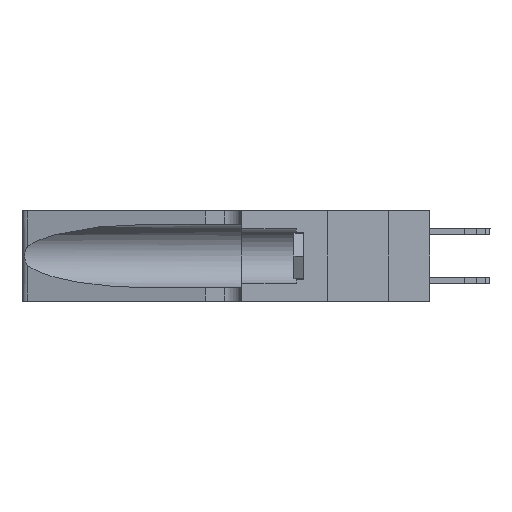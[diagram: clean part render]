
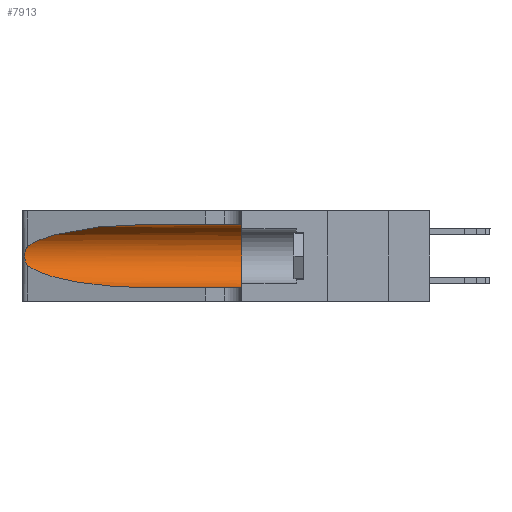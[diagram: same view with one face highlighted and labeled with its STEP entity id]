
A CAD part, left-side view. The second image highlights one B-rep face of the part: STEP entity #7913.
In plain terms, the highlighted cylindrical face has radius 3.308 mm (diameter 6.617 mm), a partial arc.
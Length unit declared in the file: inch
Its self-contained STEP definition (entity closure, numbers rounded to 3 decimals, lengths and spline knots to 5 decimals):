
#95 = B_SPLINE_CURVE_WITH_KNOTS ( 'NONE', 3,
 ( #2025, #16483, #11798, #16687, #13474, #5384, #18301, #19913, #10225, #16750, #7022, #18374, #10301, #18711 ),
 .UNSPECIFIED., .F., .F.,
 ( 4, 2, 2, 2, 2, 2, 4 ),
 ( 0., 0.00027, 0.00053, 0.00107, 0.0016, 0.00187, 0.00214 ),
 .UNSPECIFIED. ) ;
#169 = DIRECTION ( 'NONE',  ( 0., -1., 0. ) ) ;
#2025 = CARTESIAN_POINT ( 'NONE',  ( 0.25487, 1.22718, 0.22369 ) ) ;
#2100 = EDGE_CURVE ( 'NONE', #16610, #9802, #20158, .T. ) ;
#2304 = EDGE_CURVE ( 'NONE', #16610, #6172, #3534, .T. ) ;
#3230 = CARTESIAN_POINT ( 'NONE',  ( 0.1305, 1.61858, 0.05475 ) ) ;
#3246 = ORIENTED_EDGE ( 'NONE', *, *, #5634, .F. ) ;
#3534 =( BOUNDED_CURVE ( )  B_SPLINE_CURVE ( 3, ( #13352, #18245, #11932, #16698 ),
 .UNSPECIFIED., .F., .F. ) 
 B_SPLINE_CURVE_WITH_KNOTS ( ( 4, 4 ),
 ( 1.5708, 2.84003 ),
 .UNSPECIFIED. ) 
 CURVE ( )  GEOMETRIC_REPRESENTATION_ITEM ( )  RATIONAL_B_SPLINE_CURVE ( ( 1., 0.87, 0.87, 1. ) ) 
 REPRESENTATION_ITEM ( '' )  );
#3769 =( BOUNDED_CURVE ( )  B_SPLINE_CURVE ( 3, ( #3770, #15162, #12014, #13644 ),
 .UNSPECIFIED., .F., .F. ) 
 B_SPLINE_CURVE_WITH_KNOTS ( ( 4, 4 ),
 ( 3.44316, 4.71239 ),
 .UNSPECIFIED. ) 
 CURVE ( )  GEOMETRIC_REPRESENTATION_ITEM ( )  RATIONAL_B_SPLINE_CURVE ( ( 1., 0.87, 0.87, 1. ) ) 
 REPRESENTATION_ITEM ( '' )  );
#3770 = CARTESIAN_POINT ( 'NONE',  ( 0.25487, 1.22718, 0.14631 ) ) ;
#4469 = CARTESIAN_POINT ( 'NONE',  ( 0.1305, 1.61858, 0.31525 ) ) ;
#4666 = DIRECTION ( 'NONE',  ( 0., -1., 0. ) ) ;
#4968 = VECTOR ( 'NONE', #9240, 39.37008 ) ;
#5384 = CARTESIAN_POINT ( 'NONE',  ( 0.26018, 1.23835, 0.19895 ) ) ;
#5634 = EDGE_CURVE ( 'NONE', #9802, #15125, #16274, .T. ) ;
#5997 = AXIS2_PLACEMENT_3D ( 'NONE', #17524, #4666, #14359 ) ;
#6038 = CARTESIAN_POINT ( 'NONE',  ( 0.25487, 1.22718, 0.22369 ) ) ;
#6172 = VERTEX_POINT ( 'NONE', #6038 ) ;
#6769 = CARTESIAN_POINT ( 'NONE',  ( 0.25487, 1.22718, 0.14631 ) ) ;
#7022 = CARTESIAN_POINT ( 'NONE',  ( 0.25789, 1.23486, 0.15765 ) ) ;
#7913 = ADVANCED_FACE ( 'NONE', ( #19430 ), #18921, .F. ) ;
#8944 = DIRECTION ( 'NONE',  ( 0., 0., 1. ) ) ;
#9240 = DIRECTION ( 'NONE',  ( 0., -1., 0. ) ) ;
#9802 = VERTEX_POINT ( 'NONE', #20560 ) ;
#10225 = CARTESIAN_POINT ( 'NONE',  ( 0.26017, 1.23833, 0.17102 ) ) ;
#10301 = CARTESIAN_POINT ( 'NONE',  ( 0.25555, 1.22993, 0.14849 ) ) ;
#10714 = DIRECTION ( 'NONE',  ( 0., 1., 0. ) ) ;
#11342 = CARTESIAN_POINT ( 'NONE',  ( 0.1305, 0.35, 0.05475 ) ) ;
#11356 = ORIENTED_EDGE ( 'NONE', *, *, #14787, .T. ) ;
#11699 = LINE ( 'NONE', #3230, #20566 ) ;
#11798 = CARTESIAN_POINT ( 'NONE',  ( 0.25639, 1.23184, 0.21858 ) ) ;
#11833 = ORIENTED_EDGE ( 'NONE', *, *, #2304, .T. ) ;
#11932 = CARTESIAN_POINT ( 'NONE',  ( 0.2373, 1.15595, 0.28018 ) ) ;
#12014 = CARTESIAN_POINT ( 'NONE',  ( 0.18966, 0.96281, 0.05475 ) ) ;
#12360 = CARTESIAN_POINT ( 'NONE',  ( 0.1305, 0.35, 0.185 ) ) ;
#13176 = AXIS2_PLACEMENT_3D ( 'NONE', #12360, #10714, #8944 ) ;
#13352 = CARTESIAN_POINT ( 'NONE',  ( 0.1305, 0.72297, 0.31525 ) ) ;
#13474 = CARTESIAN_POINT ( 'NONE',  ( 0.25854, 1.2359, 0.20912 ) ) ;
#13644 = CARTESIAN_POINT ( 'NONE',  ( 0.1305, 0.72297, 0.05475 ) ) ;
#13670 = ORIENTED_EDGE ( 'NONE', *, *, #16192, .T. ) ;
#14307 = VERTEX_POINT ( 'NONE', #6769 ) ;
#14359 = DIRECTION ( 'NONE',  ( 0., 0., -1. ) ) ;
#14658 = ORIENTED_EDGE ( 'NONE', *, *, #19078, .T. ) ;
#14787 = EDGE_CURVE ( 'NONE', #14307, #14996, #3769, .T. ) ;
#14996 = VERTEX_POINT ( 'NONE', #18399 ) ;
#15125 = VERTEX_POINT ( 'NONE', #11342 ) ;
#15162 = CARTESIAN_POINT ( 'NONE',  ( 0.2373, 1.15595, 0.08982 ) ) ;
#15591 = EDGE_LOOP ( 'NONE', ( #11833, #13670, #11356, #14658, #3246, #17751 ) ) ;
#16192 = EDGE_CURVE ( 'NONE', #6172, #14307, #95, .T. ) ;
#16274 = CIRCLE ( 'NONE', #13176, 0.13025 ) ;
#16483 = CARTESIAN_POINT ( 'NONE',  ( 0.25555, 1.22994, 0.2215 ) ) ;
#16610 = VERTEX_POINT ( 'NONE', #18068 ) ;
#16687 = CARTESIAN_POINT ( 'NONE',  ( 0.25787, 1.23484, 0.2124 ) ) ;
#16698 = CARTESIAN_POINT ( 'NONE',  ( 0.25487, 1.22718, 0.22369 ) ) ;
#16750 = CARTESIAN_POINT ( 'NONE',  ( 0.25856, 1.23593, 0.16098 ) ) ;
#17524 = CARTESIAN_POINT ( 'NONE',  ( 0.1305, 1.61858, 0.185 ) ) ;
#17751 = ORIENTED_EDGE ( 'NONE', *, *, #2100, .F. ) ;
#18068 = CARTESIAN_POINT ( 'NONE',  ( 0.1305, 0.72297, 0.31525 ) ) ;
#18245 = CARTESIAN_POINT ( 'NONE',  ( 0.18966, 0.96281, 0.31525 ) ) ;
#18301 = CARTESIAN_POINT ( 'NONE',  ( 0.26075, 1.23896, 0.19203 ) ) ;
#18374 = CARTESIAN_POINT ( 'NONE',  ( 0.25639, 1.23186, 0.15144 ) ) ;
#18399 = CARTESIAN_POINT ( 'NONE',  ( 0.1305, 0.72297, 0.05475 ) ) ;
#18711 = CARTESIAN_POINT ( 'NONE',  ( 0.25487, 1.22718, 0.14631 ) ) ;
#18921 = CYLINDRICAL_SURFACE ( 'NONE', #5997, 0.13025 ) ;
#19078 = EDGE_CURVE ( 'NONE', #14996, #15125, #11699, .T. ) ;
#19430 = FACE_OUTER_BOUND ( 'NONE', #15591, .T. ) ;
#19913 = CARTESIAN_POINT ( 'NONE',  ( 0.26075, 1.23896, 0.178 ) ) ;
#20158 = LINE ( 'NONE', #4469, #4968 ) ;
#20560 = CARTESIAN_POINT ( 'NONE',  ( 0.1305, 0.35, 0.31525 ) ) ;
#20566 = VECTOR ( 'NONE', #169, 39.37008 ) ;
